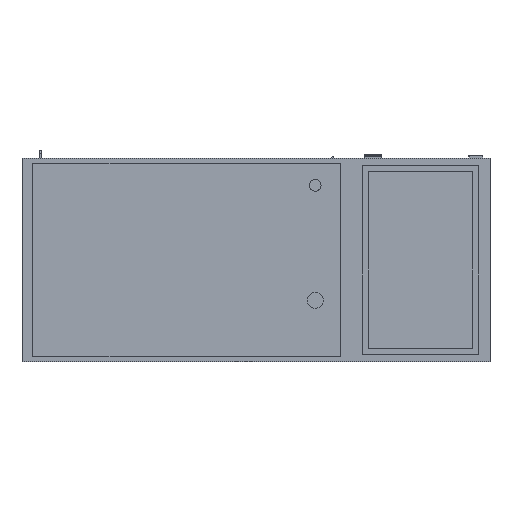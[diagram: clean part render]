
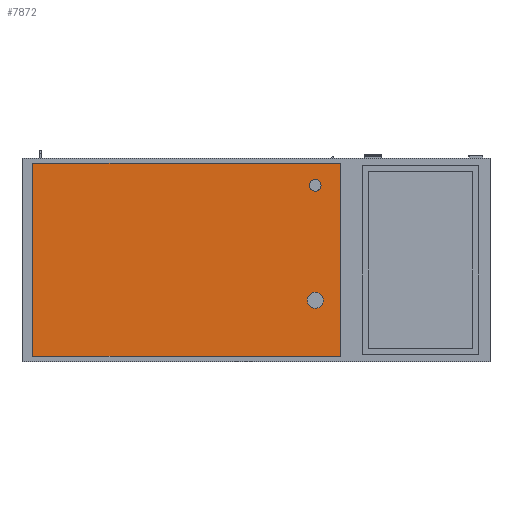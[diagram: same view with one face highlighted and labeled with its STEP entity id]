
A CAD part, front view. The second image highlights one B-rep face of the part: STEP entity #7872.
In plain terms, the highlighted planar face has unit normal (0, -1, 0).
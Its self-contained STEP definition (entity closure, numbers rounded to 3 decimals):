
#474=FACE_OUTER_BOUND('',#965,.T.);
#965=EDGE_LOOP('',(#5294,#5295,#5296,#5297));
#1492=LINE('',#11562,#2415);
#1495=LINE('',#11567,#2418);
#1496=LINE('',#11570,#2419);
#1497=LINE('',#11571,#2420);
#2415=VECTOR('',#9212,10.);
#2418=VECTOR('',#9217,10.);
#2419=VECTOR('',#9220,10.);
#2420=VECTOR('',#9221,10.);
#3321=VERTEX_POINT('',#11559);
#3322=VERTEX_POINT('',#11561);
#3323=VERTEX_POINT('',#11565);
#3324=VERTEX_POINT('',#11569);
#4098=EDGE_CURVE('',#3321,#3322,#1492,.T.);
#4101=EDGE_CURVE('',#3321,#3323,#1495,.T.);
#4102=EDGE_CURVE('',#3324,#3323,#1496,.T.);
#4103=EDGE_CURVE('',#3322,#3324,#1497,.T.);
#5294=ORIENTED_EDGE('',*,*,#4101,.T.);
#5295=ORIENTED_EDGE('',*,*,#4102,.F.);
#5296=ORIENTED_EDGE('',*,*,#4103,.F.);
#5297=ORIENTED_EDGE('',*,*,#4098,.F.);
#7491=PLANE('',#8431);
#7872=ADVANCED_FACE('',(#474),#7491,.T.);
#8431=AXIS2_PLACEMENT_3D('',#11568,#9218,#9219);
#9212=DIRECTION('',(0.,0.,1.));
#9217=DIRECTION('',(1.,0.,0.));
#9218=DIRECTION('center_axis',(0.,-1.,0.));
#9219=DIRECTION('ref_axis',(0.,0.,-1.));
#9220=DIRECTION('',(0.,0.,-1.));
#9221=DIRECTION('',(1.,0.,0.));
#11559=CARTESIAN_POINT('',(-525.,-185.,-330.));
#11561=CARTESIAN_POINT('',(-525.,-185.,330.));
#11562=CARTESIAN_POINT('',(-525.,-185.,330.));
#11565=CARTESIAN_POINT('',(525.,-185.,-330.));
#11567=CARTESIAN_POINT('',(0.,-185.,-330.));
#11568=CARTESIAN_POINT('Origin',(0.,-185.,330.));
#11569=CARTESIAN_POINT('',(525.,-185.,330.));
#11570=CARTESIAN_POINT('',(525.,-185.,330.));
#11571=CARTESIAN_POINT('',(0.,-185.,330.));
